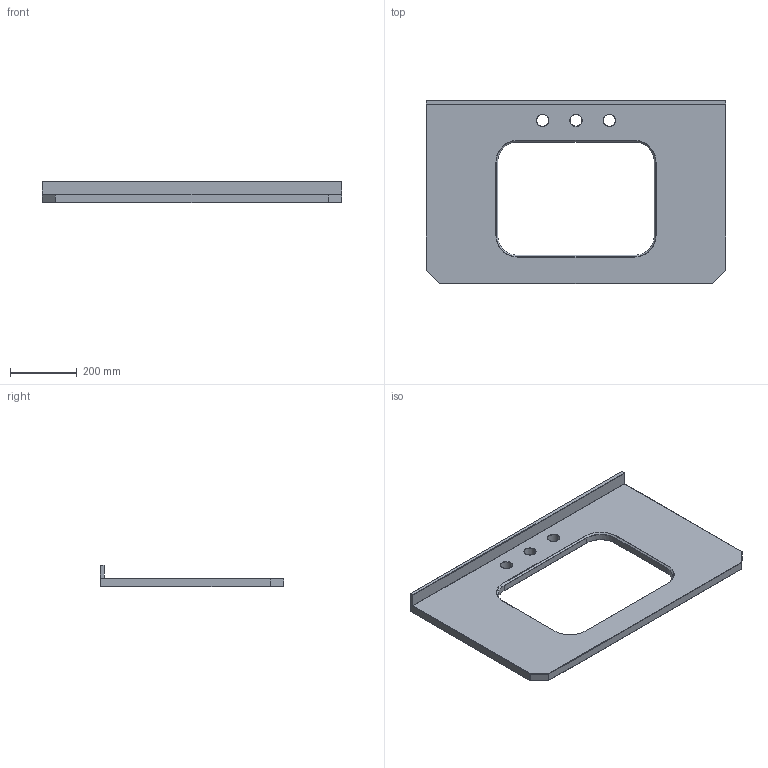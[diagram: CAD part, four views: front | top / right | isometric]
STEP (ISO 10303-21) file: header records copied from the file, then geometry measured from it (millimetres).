
FILE_DESCRIPTION (( 'STEP AP214' ), '1' );
FILE_NAME ('RE090T_Solid Surface Countertops_v10422.STEP', '2022-04-11T09:37:48', ( '' ), ( '' ), 'SwSTEP 2.0', 'SolidWorks 2019', '' );
FILE_SCHEMA (( 'AUTOMOTIVE_DESIGN' ));
Length unit declared in the file: millimetre
Products named in the file (1): RE090T_Solid Surface Countertops_v10422
Bounding box: 900 x 550 x 65 mm (x, y, z)
Volume: 8755610.4 mm3; surface area: 870469 mm2
Topology: 2 solids, 2 shells, 119 faces, 259 edges, 130 vertices
Faces by surface type: cylinder 51, torus 24, plane 22, sphere 18, cone 4
Entity records: 3136 total; most frequent: DIRECTION 621, CARTESIAN_POINT 501, ORIENTED_EDGE 490, AXIS2_PLACEMENT_3D 258, EDGE_CURVE 245, CIRCLE 138, VERTEX_POINT 130, EDGE_LOOP 127
